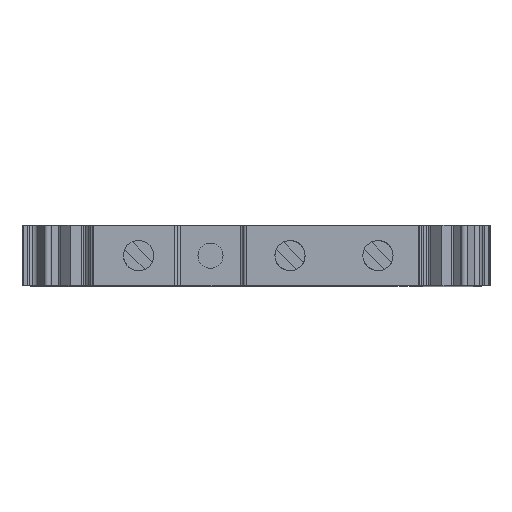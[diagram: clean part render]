
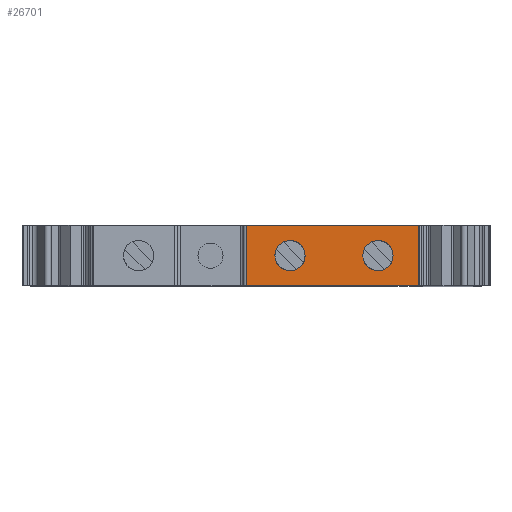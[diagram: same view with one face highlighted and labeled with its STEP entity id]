
A CAD part, top view. The second image highlights one B-rep face of the part: STEP entity #26701.
In plain terms, the highlighted planar face has unit normal (0, 0, 1).
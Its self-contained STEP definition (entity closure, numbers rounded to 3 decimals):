
#1131 = EDGE_CURVE ( 'NONE', #5294, #2606, #6653, .T. ) ;
#1296 = DIRECTION ( 'NONE',  ( 0., -1., 0. ) ) ;
#1410 = VERTEX_POINT ( 'NONE', #25817 ) ;
#2008 = EDGE_LOOP ( 'NONE', ( #23540, #19701, #28599, #28604 ) ) ;
#2559 = ORIENTED_EDGE ( 'NONE', *, *, #15023, .T. ) ;
#2606 = VERTEX_POINT ( 'NONE', #22194 ) ;
#3821 = DIRECTION ( 'NONE',  ( 1., 0., 0. ) ) ;
#3964 = LINE ( 'NONE', #14692, #31278 ) ;
#4270 = EDGE_LOOP ( 'NONE', ( #2559, #21769 ) ) ;
#4315 = EDGE_CURVE ( 'NONE', #15588, #1410, #30313, .T. ) ;
#4499 = CIRCLE ( 'NONE', #28649, 1.5 ) ;
#4620 = CARTESIAN_POINT ( 'NONE',  ( -5.974, 3., 40.7 ) ) ;
#5294 = VERTEX_POINT ( 'NONE', #4620 ) ;
#5658 = DIRECTION ( 'NONE',  ( 1., 0., 0. ) ) ;
#6292 = DIRECTION ( 'NONE',  ( 0., 0., -1. ) ) ;
#6381 = CARTESIAN_POINT ( 'NONE',  ( -14.714, 3., 40.7 ) ) ;
#6549 = CARTESIAN_POINT ( 'NONE',  ( -0.449, 6., 40.7 ) ) ;
#6653 = CIRCLE ( 'NONE', #21776, 1.5 ) ;
#7146 = PLANE ( 'NONE',  #28747 ) ;
#8263 = CIRCLE ( 'NONE', #15560, 1.5 ) ;
#9027 = DIRECTION ( 'NONE',  ( -1., 0., 0. ) ) ;
#9045 = DIRECTION ( 'NONE',  ( -1., 0., 0. ) ) ;
#9093 = FACE_OUTER_BOUND ( 'NONE', #2008, .T. ) ;
#9564 = CIRCLE ( 'NONE', #33696, 1.5 ) ;
#9705 = LINE ( 'NONE', #14634, #33454 ) ;
#9777 = EDGE_LOOP ( 'NONE', ( #13163, #11926 ) ) ;
#10792 = EDGE_CURVE ( 'NONE', #26146, #23151, #30636, .T. ) ;
#11158 = CARTESIAN_POINT ( 'NONE',  ( -4.444, 0., 40.7 ) ) ;
#11926 = ORIENTED_EDGE ( 'NONE', *, *, #32231, .T. ) ;
#13047 = CARTESIAN_POINT ( 'NONE',  ( -0.449, 6., 40.7 ) ) ;
#13163 = ORIENTED_EDGE ( 'NONE', *, *, #17010, .T. ) ;
#13306 = CARTESIAN_POINT ( 'NONE',  ( -11.714, 3., 40.7 ) ) ;
#13325 = CARTESIAN_POINT ( 'NONE',  ( -0.449, 0., 40.7 ) ) ;
#14002 = DIRECTION ( 'NONE',  ( 0., 0., -1. ) ) ;
#14634 = CARTESIAN_POINT ( 'NONE',  ( -0.449, 6., 40.7 ) ) ;
#14692 = CARTESIAN_POINT ( 'NONE',  ( -17.564, 6., 40.7 ) ) ;
#14717 = FACE_BOUND ( 'NONE', #9777, .T. ) ;
#15023 = EDGE_CURVE ( 'NONE', #2606, #5294, #4499, .T. ) ;
#15560 = AXIS2_PLACEMENT_3D ( 'NONE', #33513, #6292, #3821 ) ;
#15588 = VERTEX_POINT ( 'NONE', #13325 ) ;
#16151 = VERTEX_POINT ( 'NONE', #13306 ) ;
#17010 = EDGE_CURVE ( 'NONE', #16151, #29429, #9564, .T. ) ;
#17706 = DIRECTION ( 'NONE',  ( 1., 0., 0. ) ) ;
#17887 = CARTESIAN_POINT ( 'NONE',  ( -4.444, 6., 40.7 ) ) ;
#19305 = CARTESIAN_POINT ( 'NONE',  ( -17.564, 6., 40.7 ) ) ;
#19438 = VECTOR ( 'NONE', #9027, 1000. ) ;
#19510 = EDGE_CURVE ( 'NONE', #23151, #1410, #3964, .T. ) ;
#19701 = ORIENTED_EDGE ( 'NONE', *, *, #28184, .F. ) ;
#19992 = DIRECTION ( 'NONE',  ( 0., 0., 1. ) ) ;
#20362 = VECTOR ( 'NONE', #9045, 1000. ) ;
#20429 = DIRECTION ( 'NONE',  ( 0., -1., 0. ) ) ;
#21769 = ORIENTED_EDGE ( 'NONE', *, *, #1131, .T. ) ;
#21776 = AXIS2_PLACEMENT_3D ( 'NONE', #24086, #28845, #23905 ) ;
#21882 = DIRECTION ( 'NONE',  ( 1., 0., 0. ) ) ;
#22194 = CARTESIAN_POINT ( 'NONE',  ( -2.974, 3., 40.7 ) ) ;
#22310 = DIRECTION ( 'NONE',  ( 0., 0., -1. ) ) ;
#23151 = VERTEX_POINT ( 'NONE', #19305 ) ;
#23540 = ORIENTED_EDGE ( 'NONE', *, *, #4315, .F. ) ;
#23905 = DIRECTION ( 'NONE',  ( 1., 0., 0. ) ) ;
#24086 = CARTESIAN_POINT ( 'NONE',  ( -4.474, 3., 40.7 ) ) ;
#24964 = CARTESIAN_POINT ( 'NONE',  ( -4.474, 3., 40.7 ) ) ;
#25235 = CARTESIAN_POINT ( 'NONE',  ( -13.214, 3., 40.7 ) ) ;
#25817 = CARTESIAN_POINT ( 'NONE',  ( -17.564, 0., 40.7 ) ) ;
#26146 = VERTEX_POINT ( 'NONE', #13047 ) ;
#26701 = ADVANCED_FACE ( 'NONE', ( #9093, #33851, #14717 ), #7146, .T. ) ;
#28184 = EDGE_CURVE ( 'NONE', #26146, #15588, #9705, .T. ) ;
#28599 = ORIENTED_EDGE ( 'NONE', *, *, #10792, .T. ) ;
#28604 = ORIENTED_EDGE ( 'NONE', *, *, #19510, .T. ) ;
#28649 = AXIS2_PLACEMENT_3D ( 'NONE', #24964, #22310, #5658 ) ;
#28747 = AXIS2_PLACEMENT_3D ( 'NONE', #17887, #19992, #17706 ) ;
#28845 = DIRECTION ( 'NONE',  ( 0., 0., -1. ) ) ;
#29429 = VERTEX_POINT ( 'NONE', #6381 ) ;
#30313 = LINE ( 'NONE', #11158, #20362 ) ;
#30636 = LINE ( 'NONE', #6549, #19438 ) ;
#31278 = VECTOR ( 'NONE', #1296, 1000. ) ;
#32231 = EDGE_CURVE ( 'NONE', #29429, #16151, #8263, .T. ) ;
#33454 = VECTOR ( 'NONE', #20429, 1000. ) ;
#33513 = CARTESIAN_POINT ( 'NONE',  ( -13.214, 3., 40.7 ) ) ;
#33696 = AXIS2_PLACEMENT_3D ( 'NONE', #25235, #14002, #21882 ) ;
#33851 = FACE_BOUND ( 'NONE', #4270, .T. ) ;
